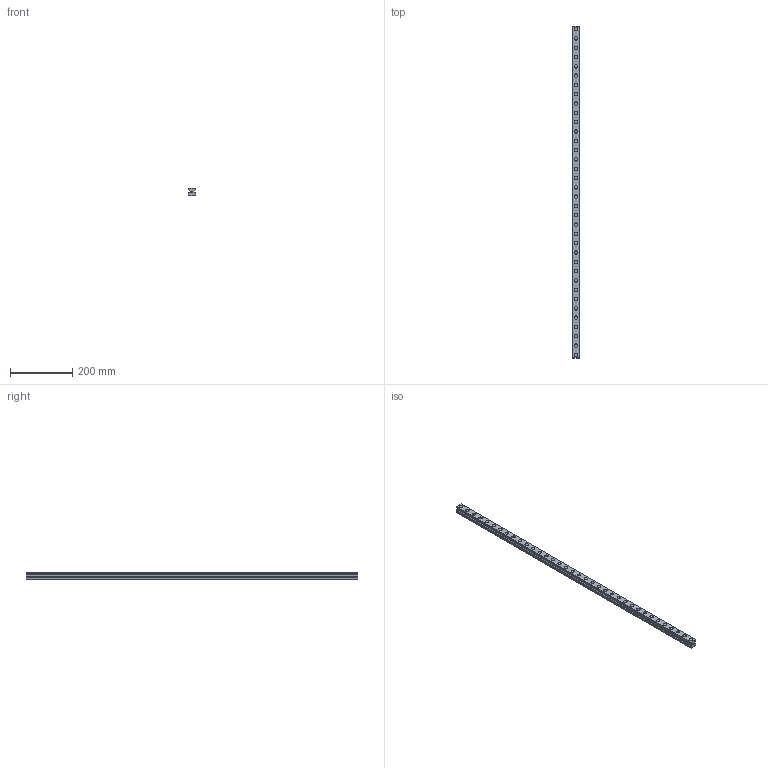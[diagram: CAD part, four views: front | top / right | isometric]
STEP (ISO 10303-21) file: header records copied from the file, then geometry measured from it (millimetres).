
FILE_DESCRIPTION(('STEP AP214'),'1');
FILE_NAME('cctmp_0CB94832-3DAC-4B84-9CC1-AA678FA8D7B8_2021_03_10_11_41_48_0467..stp','2021-03-10T10:41:48',('HIWIN GmbH'),('CADClick - www.CADClick.com'),'Spatial InterOp 3D',' ','unknown authorization');
FILE_SCHEMA(('AUTOMOTIVE_DESIGN'));
Length unit declared in the file: millimetre
Products named in the file (1): RGR25R1070H_FILE
Bounding box: 23 x 1070 x 23.6 mm (x, y, z)
Volume: 428645.5 mm3; surface area: 133589.4 mm2
Topology: 1 solids, 1 shells, 441 faces, 981 edges, 654 vertices
Faces by surface type: cylinder 234, plane 207
Entity records: 15955 total; most frequent: DIRECTION 2333, CARTESIAN_POINT 2077, ORIENTED_EDGE 1962, EDGE_CURVE 981, AXIS2_PLACEMENT_3D 910, VERTEX_POINT 654, EDGE_LOOP 553, LINE 513
